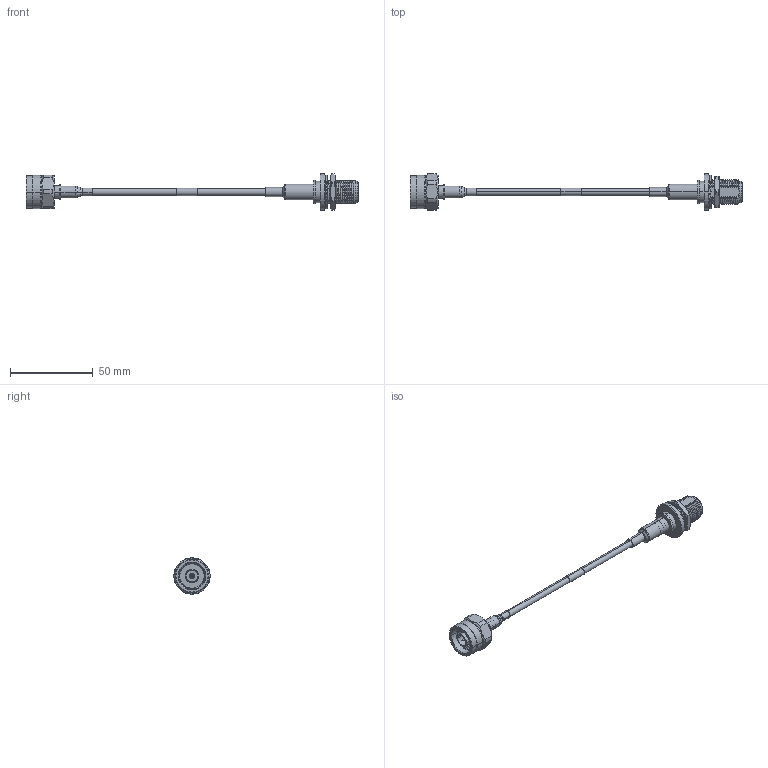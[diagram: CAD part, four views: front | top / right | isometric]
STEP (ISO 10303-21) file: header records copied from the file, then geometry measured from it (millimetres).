
FILE_DESCRIPTION (( 'STEP AP214' ), '1' );
FILE_NAME ('PE3C7970_3D.STEP', '2021-04-13T17:00:15', ( '' ), ( '' ), 'SwSTEP 2.0', 'SolidWorks 2020', '' );
FILE_SCHEMA (( 'AUTOMOTIVE_DESIGN' ));
Length unit declared in the file: inch
Products named in the file (6): TC-402-NF-BH-LP-PE; CA-195R-MA1_.345" OD AT FERRULE; PE3C7970_3D; TFT-402_WITH LABEL; TC-402-NM-LP-PE; TFT-402-MA1
Assembly tree (5 placements, depth 2):
  PE3C7970_3D
    TFT-402_WITH LABEL
    TC-402-NM-LP-PE
    TFT-402-MA1
    CA-195R-MA1_.345" OD AT FERRULE
    TC-402-NF-BH-LP-PE
Bounding box: 201.13 x 22 x 22 mm (x, y, z)
Volume: 11172.4 mm3; surface area: 11762.6 mm2
Topology: 7 solids, 7 shells, 478 faces, 1216 edges, 780 vertices
Faces by surface type: plane 154, cylinder 128, bspline 105, cone 75, torus 16
Entity records: 62689 total; most frequent: CARTESIAN_POINT 51592, ORIENTED_EDGE 2428, DIRECTION 2004, EDGE_CURVE 1214, VERTEX_POINT 780, AXIS2_PLACEMENT_3D 738, LINE 528, VECTOR 528
